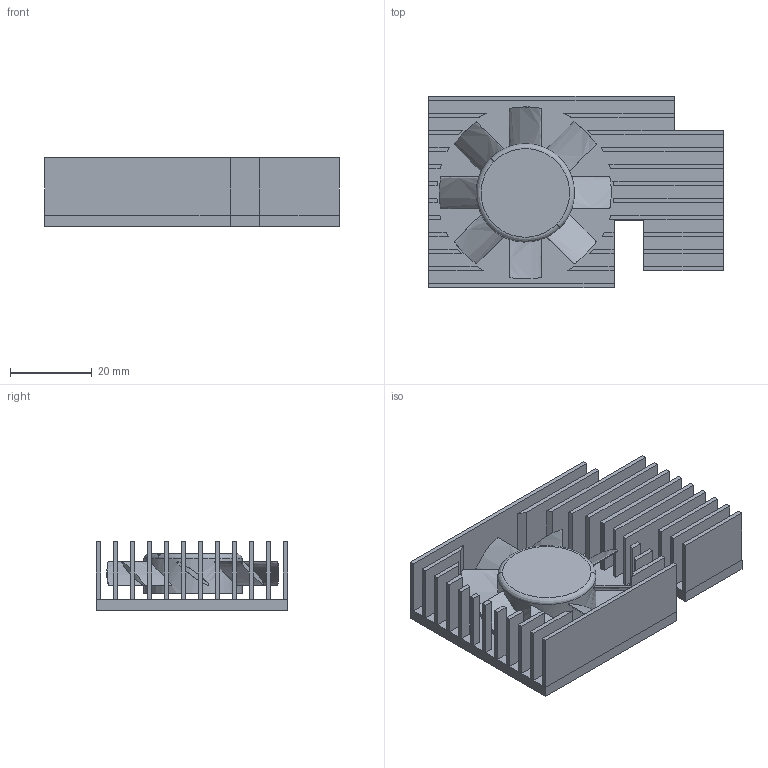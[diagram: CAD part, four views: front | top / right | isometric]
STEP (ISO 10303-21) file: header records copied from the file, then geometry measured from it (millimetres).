
FILE_DESCRIPTION(('FreeCAD Model'),'2;1');
FILE_NAME('Open CASCADE Shape Model','2025-04-26T07:53:18',('FreeCAD'),( 'FreeCAD'),'Open CASCADE STEP processor 7.6','FreeCAD','Unknown');
FILE_SCHEMA(('AUTOMOTIVE_DESIGN { 1 0 10303 214 1 1 1 1 }'));
Length unit declared in the file: millimetre
Products named in the file (1): Open CASCADE STEP translator 7.6 1
Bounding box: 72.13 x 46.88 x 16.83 mm (x, y, z)
Volume: 20112 mm3; surface area: 24185.6 mm2
Topology: 27 solids, 27 shells, 191 faces, 389 edges, 259 vertices
Faces by surface type: bspline 191
Entity records: 5646 total; most frequent: CARTESIAN_POINT 3077, ORIENTED_EDGE 778, EDGE_CURVE 389, B_SPLINE_CURVE_WITH_KNOTS 343, VERTEX_POINT 259, FACE_BOUND 198, EDGE_LOOP 198, ADVANCED_FACE 191
